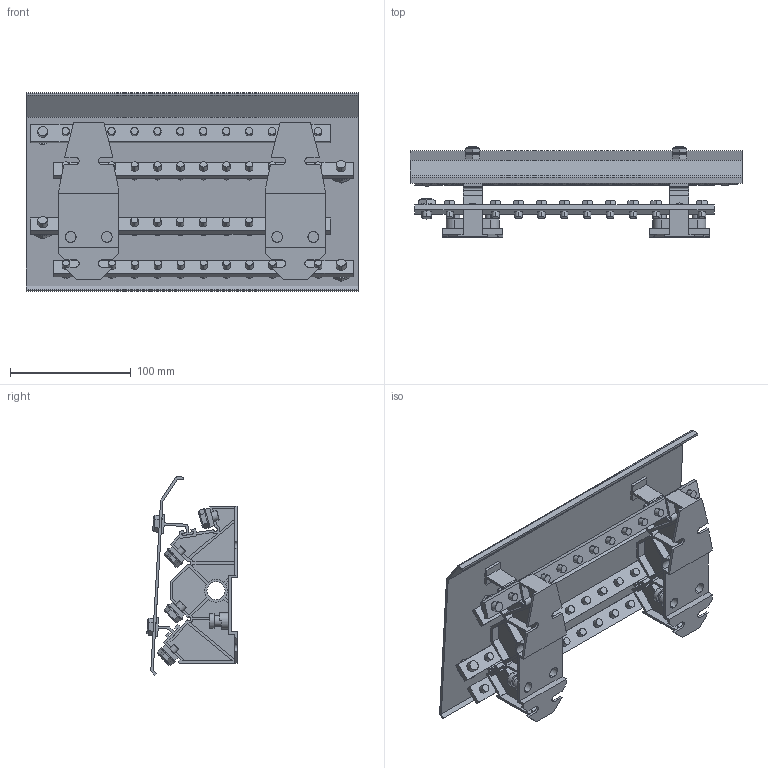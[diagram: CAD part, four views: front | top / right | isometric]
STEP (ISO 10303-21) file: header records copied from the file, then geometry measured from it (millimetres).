
FILE_DESCRIPTION (( 'STEP AP203' ), '1' );
FILE_NAME ('ﾘﾁﾐ-200.STEP', '2017-06-29T11:33:07', ( '' ), ( '' ), 'SwSTEP 2.0', 'SolidWorks 2014', '' );
FILE_SCHEMA (( 'CONFIG_CONTROL_DESIGN' ));
Length unit declared in the file: millimetre
Products named in the file (1): ﾘﾁﾐ-200
Bounding box: 275 x 74.74 x 164.48 mm (x, y, z)
Volume: 270475.7 mm3; surface area: 231493.6 mm2
Topology: 7 solids, 7 shells, 2046 faces, 5394 edges, 3560 vertices
Faces by surface type: plane 1556, cylinder 482, cone 8
Entity records: 62775 total; most frequent: CARTESIAN_POINT 11001, ORIENTED_EDGE 10788, DIRECTION 10488, EDGE_CURVE 5394, LINE 4394, VECTOR 4394, VERTEX_POINT 3560, AXIS2_PLACEMENT_3D 3047
